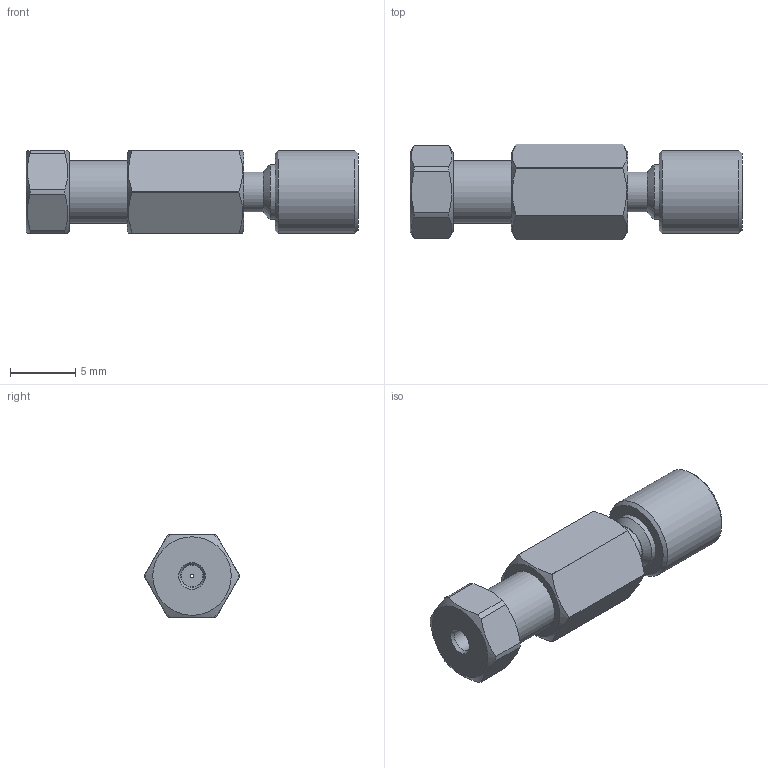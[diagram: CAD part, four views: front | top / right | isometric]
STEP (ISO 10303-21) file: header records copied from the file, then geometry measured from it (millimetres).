
FILE_DESCRIPTION((''),'2;1');
FILE_NAME('305174-EZRU.51 Internal-external reducing union.stp','2013-08-23T12:25:47',('Franzp'),(''),'Autodesk Inventor 2013','Autodesk Inventor 2013','');
FILE_SCHEMA(('AUTOMOTIVE_DESIGN { 1 0 10303 214 1 1 1 1 }'));
Length unit declared in the file: millimetre
Products named in the file (1): 305174_Shrinkwrap_1
Bounding box: 25.42 x 7.33 x 6.35 mm (x, y, z)
Surface area: 760.5 mm2 (no closed solid volume)
Topology: 0 solids, 7 shells, 44 faces, 125 edges, 84 vertices
Faces by surface type: plane 21, cylinder 12, cone 11
Full cylindrical faces by diameter (mm): 0.84 x1, 1.727 x1, 3.06 x1, 4.166 x1, 4.826 x1, 6.35 x1
Entity records: 1403 total; most frequent: CARTESIAN_POINT 275, DIRECTION 224, ORIENTED_EDGE 168, EDGE_CURVE 103, AXIS2_PLACEMENT_3D 100, VERTEX_POINT 79, EDGE_LOOP 70, CIRCLE 55
